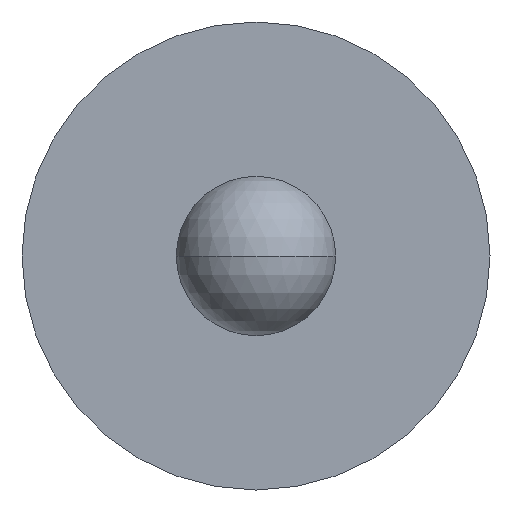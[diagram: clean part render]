
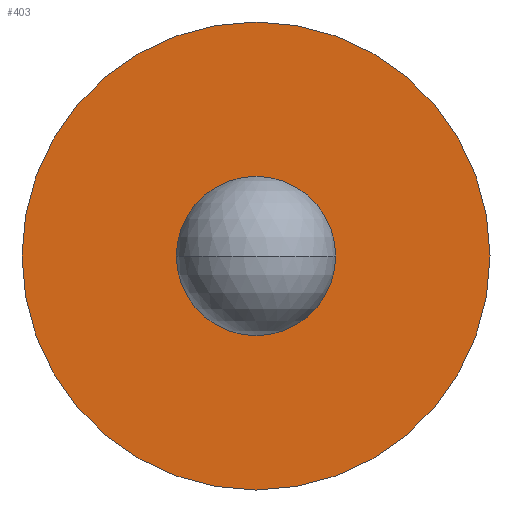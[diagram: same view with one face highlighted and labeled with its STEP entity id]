
A CAD part, left-side view. The second image highlights one B-rep face of the part: STEP entity #403.
In plain terms, the highlighted planar face has unit normal (-1, 0, 0).
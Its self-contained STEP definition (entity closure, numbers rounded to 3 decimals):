
#2 = ORIENTED_EDGE ( 'NONE', *, *, #441, .T. ) ;
#4 = ORIENTED_EDGE ( 'NONE', *, *, #323, .F. ) ;
#42 = ORIENTED_EDGE ( 'NONE', *, *, #528, .T. ) ;
#52 = VERTEX_POINT ( 'NONE', #322 ) ;
#63 = CARTESIAN_POINT ( 'NONE',  ( -1.1, 0., 0.94 ) ) ;
#93 = DIRECTION ( 'NONE',  ( 1., 0., 0. ) ) ;
#116 = CARTESIAN_POINT ( 'NONE',  ( -1.1, 0., -0.94 ) ) ;
#125 = CIRCLE ( 'NONE', #167, 0.32 ) ;
#136 = FACE_BOUND ( 'NONE', #299, .T. ) ;
#142 = CIRCLE ( 'NONE', #450, 0.94 ) ;
#152 = DIRECTION ( 'NONE',  ( 0., 0., -1. ) ) ;
#154 = EDGE_CURVE ( 'NONE', #636, #592, #627, .T. ) ;
#167 = AXIS2_PLACEMENT_3D ( 'NONE', #314, #317, #258 ) ;
#177 = AXIS2_PLACEMENT_3D ( 'NONE', #357, #310, #152 ) ;
#215 = CIRCLE ( 'NONE', #177, 0.32 ) ;
#232 = DIRECTION ( 'NONE',  ( 0., 0., -1. ) ) ;
#258 = DIRECTION ( 'NONE',  ( 0., 0., -1. ) ) ;
#299 = EDGE_LOOP ( 'NONE', ( #2, #42 ) ) ;
#310 = DIRECTION ( 'NONE',  ( 1., 0., 0. ) ) ;
#314 = CARTESIAN_POINT ( 'NONE',  ( -1.1, 0., 0. ) ) ;
#317 = DIRECTION ( 'NONE',  ( 1., 0., 0. ) ) ;
#319 = EDGE_LOOP ( 'NONE', ( #4, #644 ) ) ;
#322 = CARTESIAN_POINT ( 'NONE',  ( -1.1, 0., 0.32 ) ) ;
#323 = EDGE_CURVE ( 'NONE', #592, #636, #142, .T. ) ;
#324 = CARTESIAN_POINT ( 'NONE',  ( -1.1, 0., -0.32 ) ) ;
#332 = DIRECTION ( 'NONE',  ( 1., 0., 0. ) ) ;
#357 = CARTESIAN_POINT ( 'NONE',  ( -1.1, 0., 0. ) ) ;
#403 = ADVANCED_FACE ( 'NONE', ( #136, #650 ), #669, .T. ) ;
#441 = EDGE_CURVE ( 'NONE', #628, #52, #215, .T. ) ;
#450 = AXIS2_PLACEMENT_3D ( 'NONE', #665, #93, #555 ) ;
#453 = DIRECTION ( 'NONE',  ( 0., 0., 1. ) ) ;
#457 = CARTESIAN_POINT ( 'NONE',  ( -1.1, 0.32, 0. ) ) ;
#488 = CARTESIAN_POINT ( 'NONE',  ( -1.1, 0., 0. ) ) ;
#528 = EDGE_CURVE ( 'NONE', #52, #628, #125, .T. ) ;
#555 = DIRECTION ( 'NONE',  ( 0., 0., -1. ) ) ;
#590 = AXIS2_PLACEMENT_3D ( 'NONE', #457, #623, #453 ) ;
#592 = VERTEX_POINT ( 'NONE', #116 ) ;
#623 = DIRECTION ( 'NONE',  ( -1., 0., 0. ) ) ;
#627 = CIRCLE ( 'NONE', #641, 0.94 ) ;
#628 = VERTEX_POINT ( 'NONE', #324 ) ;
#636 = VERTEX_POINT ( 'NONE', #63 ) ;
#641 = AXIS2_PLACEMENT_3D ( 'NONE', #488, #332, #232 ) ;
#644 = ORIENTED_EDGE ( 'NONE', *, *, #154, .F. ) ;
#650 = FACE_OUTER_BOUND ( 'NONE', #319, .T. ) ;
#665 = CARTESIAN_POINT ( 'NONE',  ( -1.1, 0., 0. ) ) ;
#669 = PLANE ( 'NONE',  #590 ) ;
